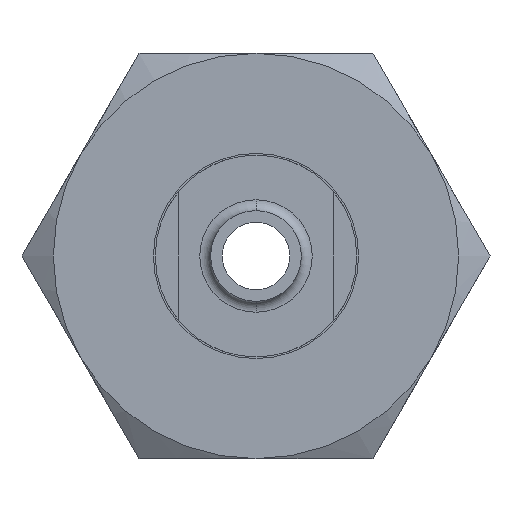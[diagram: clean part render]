
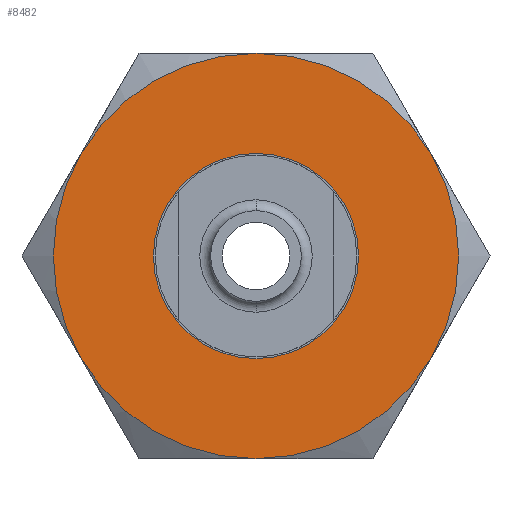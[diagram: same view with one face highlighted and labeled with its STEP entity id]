
A CAD part, left-side view. The second image highlights one B-rep face of the part: STEP entity #8482.
In plain terms, the highlighted planar face has unit normal (-1, 0, 0).
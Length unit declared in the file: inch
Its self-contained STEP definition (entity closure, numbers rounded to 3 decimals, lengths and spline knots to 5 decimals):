
#13 = AXIS2_PLACEMENT_3D ( 'NONE', #4913, #9066, #8051 ) ;
#226 = FACE_OUTER_BOUND ( 'NONE', #948, .T. ) ;
#420 = CIRCLE ( 'NONE', #13, 0.5625 ) ;
#533 = ORIENTED_EDGE ( 'NONE', *, *, #5958, .T. ) ;
#609 = DIRECTION ( 'NONE',  ( 0., 0., 1. ) ) ;
#948 = EDGE_LOOP ( 'NONE', ( #8993, #533, #4516, #5388, #10180, #7010 ) ) ;
#1209 = CIRCLE ( 'NONE', #8168, 0.5625 ) ;
#1538 = CIRCLE ( 'NONE', #9034, 0.28475 ) ;
#1698 = CIRCLE ( 'NONE', #12024, 0.28475 ) ;
#1805 = CARTESIAN_POINT ( 'NONE',  ( -0.9445, 0.28475, 0. ) ) ;
#1852 = DIRECTION ( 'NONE',  ( 0., 0., -1. ) ) ;
#1920 = VERTEX_POINT ( 'NONE', #5975 ) ;
#2102 = DIRECTION ( 'NONE',  ( 0., 0., 1. ) ) ;
#2187 = VERTEX_POINT ( 'NONE', #6546 ) ;
#2250 = CARTESIAN_POINT ( 'NONE',  ( -0.9445, 0., 0. ) ) ;
#2612 = EDGE_CURVE ( 'NONE', #6573, #2187, #1538, .T. ) ;
#2634 = DIRECTION ( 'NONE',  ( -1., 0., 0. ) ) ;
#2761 = CIRCLE ( 'NONE', #9101, 0.5625 ) ;
#2953 = VERTEX_POINT ( 'NONE', #9981 ) ;
#2969 = CARTESIAN_POINT ( 'NONE',  ( -0.9445, 0., -0.28475 ) ) ;
#3115 = CARTESIAN_POINT ( 'NONE',  ( -0.9445, 0.48714, 0.28125 ) ) ;
#3268 = DIRECTION ( 'NONE',  ( -1., 0., 0. ) ) ;
#3288 = EDGE_CURVE ( 'NONE', #2187, #6573, #1698, .T. ) ;
#3370 = EDGE_CURVE ( 'NONE', #1920, #11908, #420, .T. ) ;
#4077 = DIRECTION ( 'NONE',  ( 0., 0., 1. ) ) ;
#4207 = EDGE_CURVE ( 'NONE', #10433, #2953, #12885, .T. ) ;
#4308 = FACE_BOUND ( 'NONE', #6585, .T. ) ;
#4441 = DIRECTION ( 'NONE',  ( 0., 0., 1. ) ) ;
#4489 = DIRECTION ( 'NONE',  ( 0., 0., 1. ) ) ;
#4491 = DIRECTION ( 'NONE',  ( 0., 0., 1. ) ) ;
#4516 = ORIENTED_EDGE ( 'NONE', *, *, #4207, .T. ) ;
#4569 = DIRECTION ( 'NONE',  ( -1., 0., 0. ) ) ;
#4781 = EDGE_CURVE ( 'NONE', #2953, #5470, #1209, .T. ) ;
#4793 = VERTEX_POINT ( 'NONE', #7325 ) ;
#4818 = DIRECTION ( 'NONE',  ( 1., 0., 0. ) ) ;
#4913 = CARTESIAN_POINT ( 'NONE',  ( -0.9445, 0., 0. ) ) ;
#5388 = ORIENTED_EDGE ( 'NONE', *, *, #4781, .T. ) ;
#5470 = VERTEX_POINT ( 'NONE', #8386 ) ;
#5958 = EDGE_CURVE ( 'NONE', #11908, #10433, #8917, .T. ) ;
#5975 = CARTESIAN_POINT ( 'NONE',  ( -0.9445, 0., 0.5625 ) ) ;
#6546 = CARTESIAN_POINT ( 'NONE',  ( -0.9445, 0., 0.28475 ) ) ;
#6556 = AXIS2_PLACEMENT_3D ( 'NONE', #2250, #3268, #4077 ) ;
#6573 = VERTEX_POINT ( 'NONE', #2969 ) ;
#6585 = EDGE_LOOP ( 'NONE', ( #10843, #11133 ) ) ;
#6609 = DIRECTION ( 'NONE',  ( -1., 0., 0. ) ) ;
#6644 = DIRECTION ( 'NONE',  ( -1., 0., 0. ) ) ;
#7010 = ORIENTED_EDGE ( 'NONE', *, *, #12693, .T. ) ;
#7325 = CARTESIAN_POINT ( 'NONE',  ( -0.9445, -0.48714, 0.28125 ) ) ;
#7457 = CARTESIAN_POINT ( 'NONE',  ( -0.9445, 0., 0. ) ) ;
#7708 = EDGE_CURVE ( 'NONE', #5470, #4793, #2761, .T. ) ;
#7773 = CARTESIAN_POINT ( 'NONE',  ( -0.9445, 0., 0. ) ) ;
#7878 = CIRCLE ( 'NONE', #10574, 0.5625 ) ;
#8051 = DIRECTION ( 'NONE',  ( 0., 0., 1. ) ) ;
#8156 = CARTESIAN_POINT ( 'NONE',  ( -0.9445, 0., 0. ) ) ;
#8168 = AXIS2_PLACEMENT_3D ( 'NONE', #9299, #12456, #8370 ) ;
#8370 = DIRECTION ( 'NONE',  ( 0., 0., 1. ) ) ;
#8386 = CARTESIAN_POINT ( 'NONE',  ( -0.9445, -0.48714, -0.28125 ) ) ;
#8482 = ADVANCED_FACE ( 'NONE', ( #4308, #226 ), #11033, .F. ) ;
#8917 = CIRCLE ( 'NONE', #6556, 0.5625 ) ;
#8993 = ORIENTED_EDGE ( 'NONE', *, *, #3370, .T. ) ;
#9034 = AXIS2_PLACEMENT_3D ( 'NONE', #8156, #11279, #2102 ) ;
#9066 = DIRECTION ( 'NONE',  ( -1., 0., 0. ) ) ;
#9101 = AXIS2_PLACEMENT_3D ( 'NONE', #11385, #4569, #4489 ) ;
#9299 = CARTESIAN_POINT ( 'NONE',  ( -0.9445, 0., 0. ) ) ;
#9981 = CARTESIAN_POINT ( 'NONE',  ( -0.9445, 0., -0.5625 ) ) ;
#10180 = ORIENTED_EDGE ( 'NONE', *, *, #7708, .T. ) ;
#10433 = VERTEX_POINT ( 'NONE', #12406 ) ;
#10574 = AXIS2_PLACEMENT_3D ( 'NONE', #7457, #2634, #4491 ) ;
#10603 = CARTESIAN_POINT ( 'NONE',  ( -0.9445, 0., 0. ) ) ;
#10843 = ORIENTED_EDGE ( 'NONE', *, *, #3288, .F. ) ;
#11033 = PLANE ( 'NONE',  #12737 ) ;
#11133 = ORIENTED_EDGE ( 'NONE', *, *, #2612, .F. ) ;
#11279 = DIRECTION ( 'NONE',  ( -1., 0., 0. ) ) ;
#11385 = CARTESIAN_POINT ( 'NONE',  ( -0.9445, 0., 0. ) ) ;
#11908 = VERTEX_POINT ( 'NONE', #3115 ) ;
#12024 = AXIS2_PLACEMENT_3D ( 'NONE', #7773, #6644, #609 ) ;
#12406 = CARTESIAN_POINT ( 'NONE',  ( -0.9445, 0.48714, -0.28125 ) ) ;
#12456 = DIRECTION ( 'NONE',  ( -1., 0., 0. ) ) ;
#12487 = AXIS2_PLACEMENT_3D ( 'NONE', #10603, #6609, #4441 ) ;
#12693 = EDGE_CURVE ( 'NONE', #4793, #1920, #7878, .T. ) ;
#12737 = AXIS2_PLACEMENT_3D ( 'NONE', #1805, #4818, #1852 ) ;
#12885 = CIRCLE ( 'NONE', #12487, 0.5625 ) ;
